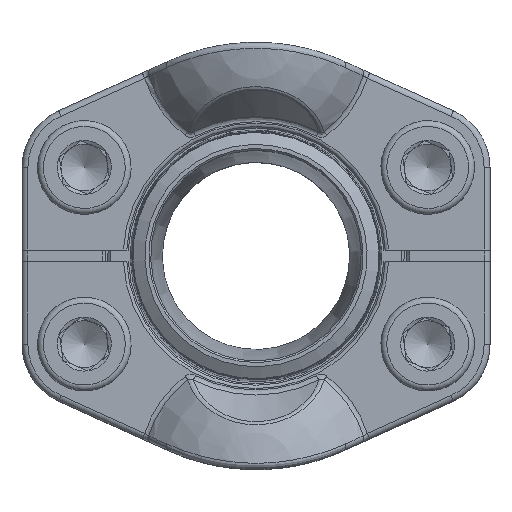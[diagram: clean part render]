
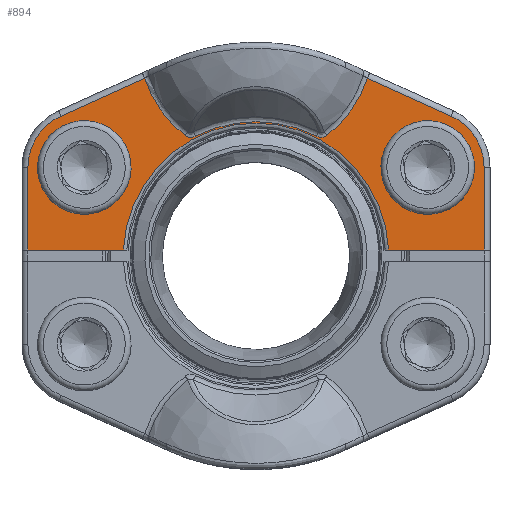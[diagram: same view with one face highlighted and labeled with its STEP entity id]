
A CAD part, top view. The second image highlights one B-rep face of the part: STEP entity #894.
In plain terms, the highlighted planar face has unit normal (0, 0, 1).
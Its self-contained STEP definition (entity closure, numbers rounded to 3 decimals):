
#581=FACE_BOUND('',#1313,.T.);
#582=FACE_BOUND('',#1314,.T.);
#583=FACE_BOUND('',#1315,.T.);
#766=B_SPLINE_CURVE_WITH_KNOTS('',3,(#5156,#5157,#5158,#5159,#5160,#5161,
#5162,#5163,#5164,#5165,#5166,#5167,#5168),.UNSPECIFIED.,.F.,.F.,(4,3,3,
3,4),(0.,0.153,0.433,0.717,1.),
 .UNSPECIFIED.);
#767=B_SPLINE_CURVE_WITH_KNOTS('',3,(#5172,#5173,#5174,#5175,#5176,#5177,
#5178,#5179,#5180,#5181,#5182,#5183,#5184),.UNSPECIFIED.,.F.,.F.,(4,3,3,
3,4),(0.,0.325,0.652,0.941,1.),
 .UNSPECIFIED.);
#842=PLANE('',#3589);
#894=ADVANCED_FACE('',(#581,#582,#583),#842,.F.);
#1313=EDGE_LOOP('',(#1846,#1847,#1848,#1849,#1850,#1851,#1852,#1853,#1854,
#1855,#1856,#1857,#1858,#1859));
#1314=EDGE_LOOP('',(#1860));
#1315=EDGE_LOOP('',(#1861));
#1644=LINE('',#5139,#1738);
#1645=LINE('',#5142,#1739);
#1646=LINE('',#5146,#1740);
#1647=LINE('',#5148,#1741);
#1648=LINE('',#5152,#1742);
#1649=LINE('',#5188,#1743);
#1738=VECTOR('',#4082,1.);
#1739=VECTOR('',#4083,1.);
#1740=VECTOR('',#4086,1.);
#1741=VECTOR('',#4087,1.);
#1742=VECTOR('',#4090,1.);
#1743=VECTOR('',#4097,1.);
#1846=ORIENTED_EDGE('',*,*,#2939,.T.);
#1847=ORIENTED_EDGE('',*,*,#2940,.T.);
#1848=ORIENTED_EDGE('',*,*,#2941,.T.);
#1849=ORIENTED_EDGE('',*,*,#2942,.T.);
#1850=ORIENTED_EDGE('',*,*,#2943,.T.);
#1851=ORIENTED_EDGE('',*,*,#2944,.T.);
#1852=ORIENTED_EDGE('',*,*,#2945,.T.);
#1853=ORIENTED_EDGE('',*,*,#2946,.T.);
#1854=ORIENTED_EDGE('',*,*,#2947,.F.);
#1855=ORIENTED_EDGE('',*,*,#2948,.T.);
#1856=ORIENTED_EDGE('',*,*,#2949,.T.);
#1857=ORIENTED_EDGE('',*,*,#2950,.T.);
#1858=ORIENTED_EDGE('',*,*,#2951,.T.);
#1859=ORIENTED_EDGE('',*,*,#2952,.T.);
#1860=ORIENTED_EDGE('',*,*,#2953,.T.);
#1861=ORIENTED_EDGE('',*,*,#2954,.T.);
#2660=VERTEX_POINT('',#5140);
#2661=VERTEX_POINT('',#5141);
#2662=VERTEX_POINT('',#5143);
#2663=VERTEX_POINT('',#5145);
#2664=VERTEX_POINT('',#5147);
#2665=VERTEX_POINT('',#5149);
#2666=VERTEX_POINT('',#5151);
#2667=VERTEX_POINT('',#5153);
#2668=VERTEX_POINT('',#5155);
#2669=VERTEX_POINT('',#5169);
#2670=VERTEX_POINT('',#5171);
#2671=VERTEX_POINT('',#5185);
#2672=VERTEX_POINT('',#5187);
#2673=VERTEX_POINT('',#5189);
#2674=VERTEX_POINT('',#5192);
#2675=VERTEX_POINT('',#5194);
#2939=EDGE_CURVE('',#2660,#2661,#1644,.T.);
#2940=EDGE_CURVE('',#2661,#2662,#1645,.T.);
#2941=EDGE_CURVE('',#2662,#2663,#3330,.T.);
#2942=EDGE_CURVE('',#2663,#2664,#1646,.T.);
#2943=EDGE_CURVE('',#2664,#2665,#1647,.T.);
#2944=EDGE_CURVE('',#2665,#2666,#3331,.T.);
#2945=EDGE_CURVE('',#2666,#2667,#1648,.T.);
#2946=EDGE_CURVE('',#2667,#2668,#3332,.T.);
#2947=EDGE_CURVE('',#2669,#2668,#766,.T.);
#2948=EDGE_CURVE('',#2669,#2670,#3333,.T.);
#2949=EDGE_CURVE('',#2670,#2671,#767,.T.);
#2950=EDGE_CURVE('',#2671,#2672,#3334,.T.);
#2951=EDGE_CURVE('',#2672,#2673,#1649,.T.);
#2952=EDGE_CURVE('',#2673,#2660,#3335,.T.);
#2953=EDGE_CURVE('',#2674,#2674,#3336,.T.);
#2954=EDGE_CURVE('',#2675,#2675,#3337,.T.);
#3330=CIRCLE('',#3581,22.681);
#3331=CIRCLE('',#3582,9.65);
#3332=CIRCLE('',#3583,20.);
#3333=CIRCLE('',#3584,22.926);
#3334=CIRCLE('',#3585,20.);
#3335=CIRCLE('',#3586,9.65);
#3336=CIRCLE('',#3587,5.85);
#3337=CIRCLE('',#3588,5.85);
#3581=AXIS2_PLACEMENT_3D('',#5144,#4084,#4085);
#3582=AXIS2_PLACEMENT_3D('',#5150,#4088,#4089);
#3583=AXIS2_PLACEMENT_3D('',#5154,#4091,#4092);
#3584=AXIS2_PLACEMENT_3D('',#5170,#4093,#4094);
#3585=AXIS2_PLACEMENT_3D('',#5186,#4095,#4096);
#3586=AXIS2_PLACEMENT_3D('',#5190,#4098,#4099);
#3587=AXIS2_PLACEMENT_3D('',#5191,#4100,#4101);
#3588=AXIS2_PLACEMENT_3D('',#5193,#4102,#4103);
#3589=AXIS2_PLACEMENT_3D('',#5195,#4104,#4105);
#4082=DIRECTION('',(0.,1.,0.));
#4083=DIRECTION('',(-1.,0.,0.));
#4084=DIRECTION('',(0.,0.,-1.));
#4085=DIRECTION('',(-1.,0.,0.));
#4086=DIRECTION('',(-1.,0.,0.));
#4087=DIRECTION('',(0.,-1.,0.));
#4088=DIRECTION('',(0.,0.,1.));
#4089=DIRECTION('',(-1.,0.,0.));
#4090=DIRECTION('',(0.911,-0.412,0.));
#4091=DIRECTION('',(0.,0.,-1.));
#4092=DIRECTION('',(-1.,0.,0.));
#4093=DIRECTION('',(0.,0.,1.));
#4094=DIRECTION('',(-1.,0.,0.));
#4095=DIRECTION('',(0.,0.,-1.));
#4096=DIRECTION('',(-1.,0.,0.));
#4097=DIRECTION('',(0.911,0.412,0.));
#4098=DIRECTION('',(0.,0.,1.));
#4099=DIRECTION('',(-1.,0.,0.));
#4100=DIRECTION('',(0.,0.,-1.));
#4101=DIRECTION('',(-1.,0.,0.));
#4102=DIRECTION('',(0.,0.,-1.));
#4103=DIRECTION('',(-1.,0.,0.));
#4104=DIRECTION('',(0.,0.,-1.));
#4105=DIRECTION('',(-1.,0.,0.));
#5139=CARTESIAN_POINT('',(39.,15.1,14.));
#5140=CARTESIAN_POINT('',(39.,-15.1,14.));
#5141=CARTESIAN_POINT('',(39.,-1.,14.));
#5142=CARTESIAN_POINT('',(29.35,-1.,14.));
#5143=CARTESIAN_POINT('',(22.659,-1.,14.));
#5144=CARTESIAN_POINT('',(0.,0.,14.));
#5145=CARTESIAN_POINT('',(-22.659,-1.,14.));
#5146=CARTESIAN_POINT('',(29.35,-1.,14.));
#5147=CARTESIAN_POINT('',(-39.,-1.,14.));
#5148=CARTESIAN_POINT('',(-39.,-15.1,14.));
#5149=CARTESIAN_POINT('',(-39.,-15.1,14.));
#5150=CARTESIAN_POINT('',(-29.35,-15.1,14.));
#5151=CARTESIAN_POINT('',(-33.325,-23.893,14.));
#5152=CARTESIAN_POINT('',(-18.439,-30.623,14.));
#5153=CARTESIAN_POINT('',(-19.033,-30.355,14.));
#5154=CARTESIAN_POINT('',(0.,-36.5,14.));
#5155=CARTESIAN_POINT('',(-12.118,-20.59,14.));
#5156=CARTESIAN_POINT('',(-10.326,-20.469,14.));
#5157=CARTESIAN_POINT('',(-10.412,-20.425,14.));
#5158=CARTESIAN_POINT('',(-10.502,-20.387,14.));
#5159=CARTESIAN_POINT('',(-10.594,-20.356,14.));
#5160=CARTESIAN_POINT('',(-10.762,-20.3,14.));
#5161=CARTESIAN_POINT('',(-10.94,-20.267,14.));
#5162=CARTESIAN_POINT('',(-11.117,-20.263,14.));
#5163=CARTESIAN_POINT('',(-11.295,-20.259,14.));
#5164=CARTESIAN_POINT('',(-11.476,-20.285,14.));
#5165=CARTESIAN_POINT('',(-11.646,-20.34,14.));
#5166=CARTESIAN_POINT('',(-11.815,-20.396,14.));
#5167=CARTESIAN_POINT('',(-11.977,-20.482,14.));
#5168=CARTESIAN_POINT('',(-12.118,-20.59,14.));
#5169=CARTESIAN_POINT('',(-10.326,-20.469,14.));
#5170=CARTESIAN_POINT('',(0.,0.,14.));
#5171=CARTESIAN_POINT('',(10.326,-20.469,14.));
#5172=CARTESIAN_POINT('',(10.326,-20.469,14.));
#5173=CARTESIAN_POINT('',(10.508,-20.377,14.));
#5174=CARTESIAN_POINT('',(10.707,-20.31,14.));
#5175=CARTESIAN_POINT('',(10.909,-20.28,14.));
#5176=CARTESIAN_POINT('',(11.113,-20.25,14.));
#5177=CARTESIAN_POINT('',(11.326,-20.258,14.));
#5178=CARTESIAN_POINT('',(11.526,-20.306,14.));
#5179=CARTESIAN_POINT('',(11.703,-20.349,14.));
#5180=CARTESIAN_POINT('',(11.875,-20.424,14.));
#5181=CARTESIAN_POINT('',(12.027,-20.524,14.));
#5182=CARTESIAN_POINT('',(12.058,-20.545,14.));
#5183=CARTESIAN_POINT('',(12.089,-20.567,14.));
#5184=CARTESIAN_POINT('',(12.118,-20.59,14.));
#5185=CARTESIAN_POINT('',(12.118,-20.59,14.));
#5186=CARTESIAN_POINT('',(0.,-36.5,14.));
#5187=CARTESIAN_POINT('',(19.033,-30.355,14.));
#5188=CARTESIAN_POINT('',(33.325,-23.893,14.));
#5189=CARTESIAN_POINT('',(33.325,-23.893,14.));
#5190=CARTESIAN_POINT('',(29.35,-15.1,14.));
#5191=CARTESIAN_POINT('',(-29.35,-15.1,14.));
#5192=CARTESIAN_POINT('',(-35.2,-15.1,14.));
#5193=CARTESIAN_POINT('',(29.35,-15.1,14.));
#5194=CARTESIAN_POINT('',(23.5,-15.1,14.));
#5195=CARTESIAN_POINT('',(29.35,-15.1,14.));
